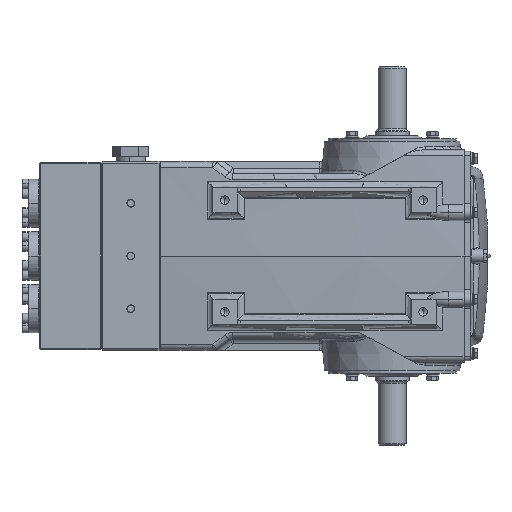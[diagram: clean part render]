
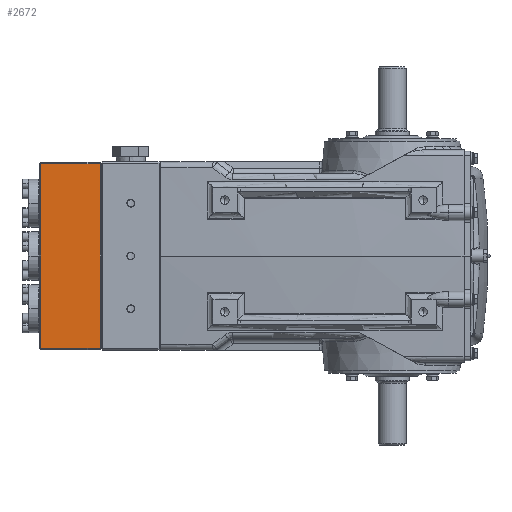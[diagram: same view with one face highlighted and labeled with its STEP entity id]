
A CAD part, front view. The second image highlights one B-rep face of the part: STEP entity #2672.
In plain terms, the highlighted planar face has unit normal (0, -1, 0).
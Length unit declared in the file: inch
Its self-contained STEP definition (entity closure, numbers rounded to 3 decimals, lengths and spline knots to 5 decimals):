
#2547 = EDGE_CURVE ( 'NONE', #2679, #13252, #41078, .T. ) ;
#2672 = ADVANCED_FACE ( 'NONE', ( #41376 ), #41372, .F. ) ;
#2673 = EDGE_LOOP ( 'NONE', ( #2675, #2680, #11796, #11801 ) ) ;
#2675 = ORIENTED_EDGE ( 'NONE', *, *, #2676, .T. ) ;
#2676 = EDGE_CURVE ( 'NONE', #2678, #2679, #41361, .T. ) ;
#2678 = VERTEX_POINT ( 'NONE', #41352 ) ;
#2679 = VERTEX_POINT ( 'NONE', #41349 ) ;
#2680 = ORIENTED_EDGE ( 'NONE', *, *, #2547, .T. ) ;
#11796 = ORIENTED_EDGE ( 'NONE', *, *, #11798, .T. ) ;
#11798 = EDGE_CURVE ( 'NONE', #13252, #11800, #25865, .T. ) ;
#11800 = VERTEX_POINT ( 'NONE', #25861 ) ;
#11801 = ORIENTED_EDGE ( 'NONE', *, *, #11803, .T. ) ;
#11803 = EDGE_CURVE ( 'NONE', #11800, #2678, #25860, .T. ) ;
#13252 = VERTEX_POINT ( 'NONE', #31107 ) ;
#25857 = DIRECTION ( 'NONE',  ( -1., 0., 0. ) ) ;
#25858 = VECTOR ( 'NONE', #25857, 39.37008 ) ;
#25859 = CARTESIAN_POINT ( 'NONE',  ( -1.9685, -3.875, 5.86614 ) ) ;
#25860 = LINE ( 'NONE', #25859, #25858 ) ;
#25861 = CARTESIAN_POINT ( 'NONE',  ( 1.88976, -3.875, 5.86614 ) ) ;
#25862 = DIRECTION ( 'NONE',  ( 0., 0., 1. ) ) ;
#25863 = VECTOR ( 'NONE', #25862, 39.37008 ) ;
#25864 = CARTESIAN_POINT ( 'NONE',  ( 1.88976, -3.875, 5.94488 ) ) ;
#25865 = LINE ( 'NONE', #25864, #25863 ) ;
#31107 = CARTESIAN_POINT ( 'NONE',  ( 1.88976, -3.875, -5.86614 ) ) ;
#41075 = DIRECTION ( 'NONE',  ( 1., 0., 0. ) ) ;
#41076 = VECTOR ( 'NONE', #41075, 39.37008 ) ;
#41077 = CARTESIAN_POINT ( 'NONE',  ( -1.9685, -3.875, -5.86614 ) ) ;
#41078 = LINE ( 'NONE', #41077, #41076 ) ;
#41349 = CARTESIAN_POINT ( 'NONE',  ( -1.88976, -3.875, -5.86614 ) ) ;
#41352 = CARTESIAN_POINT ( 'NONE',  ( -1.88976, -3.875, 5.86614 ) ) ;
#41355 = DIRECTION ( 'NONE',  ( 0., 0., -1. ) ) ;
#41357 = VECTOR ( 'NONE', #41355, 39.37008 ) ;
#41360 = CARTESIAN_POINT ( 'NONE',  ( -1.88976, -3.875, 5.94488 ) ) ;
#41361 = LINE ( 'NONE', #41360, #41357 ) ;
#41367 = DIRECTION ( 'NONE',  ( 0., 0., 1. ) ) ;
#41369 = DIRECTION ( 'NONE',  ( 0., 1., 0. ) ) ;
#41370 = CARTESIAN_POINT ( 'NONE',  ( -1.9685, -3.875, 5.94488 ) ) ;
#41371 = AXIS2_PLACEMENT_3D ( 'NONE', #41370, #41369, #41367 ) ;
#41372 = PLANE ( 'NONE',  #41371 ) ;
#41376 = FACE_OUTER_BOUND ( 'NONE', #2673, .T. ) ;
